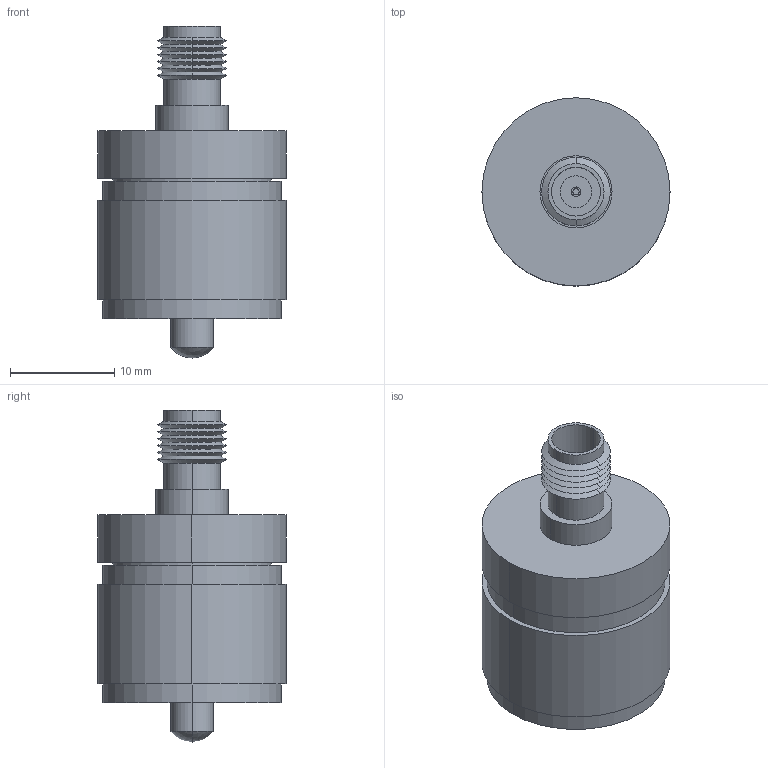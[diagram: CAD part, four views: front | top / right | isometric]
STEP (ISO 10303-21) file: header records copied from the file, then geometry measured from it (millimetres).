
FILE_DESCRIPTION (( 'STEP AP203' ), '1' );
FILE_NAME ('BA36.STEP', '2006-06-30T19:23:29', ( ' ' ), ( ' ' ), 'SwSTEP 2.0', 'SolidWorks 2005354', '' );
FILE_SCHEMA (( 'CONFIG_CONTROL_DESIGN' ));
Length unit declared in the file: inch
Products named in the file (1): BA36
Bounding box: 18.03 x 18.03 x 31.83 mm (x, y, z)
Volume: 3394.5 mm3; surface area: 2701.8 mm2
Topology: 1 solids, 1 shells, 101 faces, 212 edges, 125 vertices
Faces by surface type: cone 48, cylinder 32, plane 19, sphere 2
Entity records: 2771 total; most frequent: DIRECTION 526, CARTESIAN_POINT 463, ORIENTED_EDGE 424, AXIS2_PLACEMENT_3D 220, EDGE_CURVE 212, VERTEX_POINT 125, CIRCLE 118, EDGE_LOOP 113
